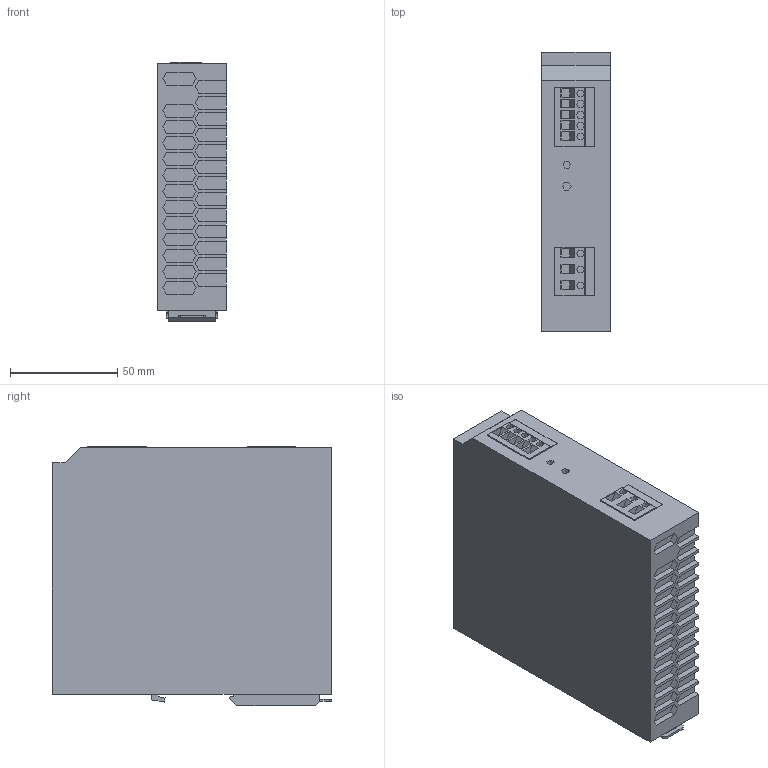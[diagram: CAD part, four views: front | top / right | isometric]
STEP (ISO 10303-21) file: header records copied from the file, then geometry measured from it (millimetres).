
FILE_DESCRIPTION(('Creo Elements/Direct Modeling STEP Export'),'2;1');
FILE_NAME('model.stp','2019-09-23T12:07:22',(''),(''),'Creo Elements/Direct Modeling STEP processor for AP214 (Solid Model)','Creo Elements/Direct Modeling 20.1A 29-Sep-2018 (C) Parametric Technology GmbH','');
FILE_SCHEMA(('AUTOMOTIVE_DESIGN { 1 0 10303 214 1 1 1 1 }'));
Length unit declared in the file: millimetre
Products named in the file (2): TRIO_PS_1AC_24DC_2.5-select
Assembly tree (1 placements, depth 2):
  TRIO_PS_1AC_24DC_2.5-select
    TRIO_PS_1AC_24DC_2.5-select
Bounding box: 32 x 130.1 x 120.9 mm (x, y, z)
Volume: 467998.2 mm3; surface area: 52373.8 mm2
Topology: 1 solids, 1 shells, 444 faces, 1184 edges, 790 vertices
Faces by surface type: plane 392, bspline 27, cylinder 25
Entity records: 19267 total; most frequent: CARTESIAN_POINT 4965, ORIENTED_EDGE 2368, DIRECTION 1788, EDGE_CURVE 1184, VECTOR 880, LINE 880, VERTEX_POINT 790, EDGE_LOOP 494
